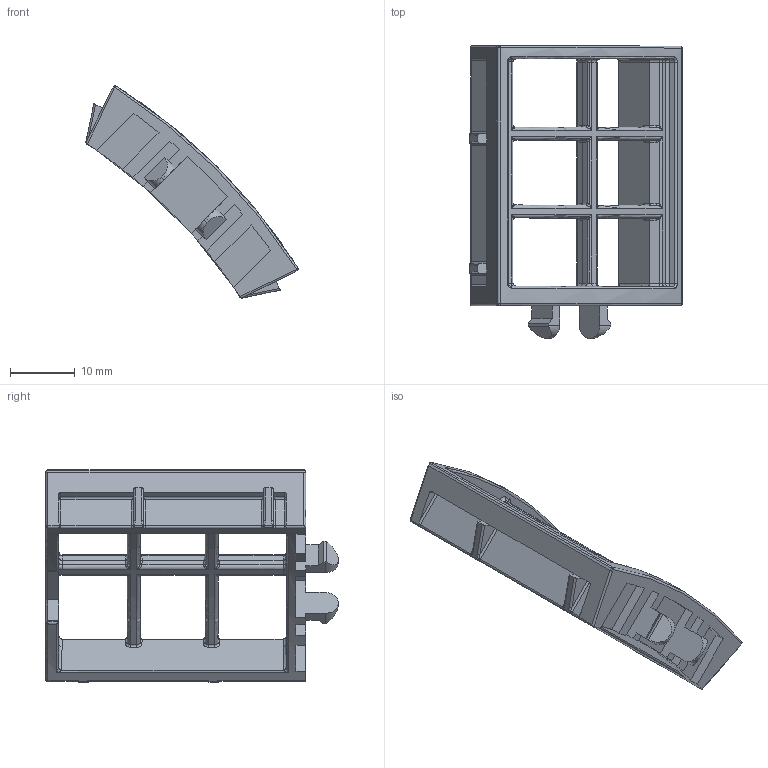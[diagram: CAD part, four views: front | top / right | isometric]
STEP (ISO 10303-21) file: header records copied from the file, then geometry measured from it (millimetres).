
FILE_DESCRIPTION (( 'STEP AP203' ), '1' );
FILE_NAME ('10-00971-001d.step', '2014-05-12T20:54:28', ( 'Nicholas Morozovsky' ), ( '' ), 'SwSTEP 2.0', 'SolidWorks 2012', '' );
FILE_SCHEMA (( 'CONFIG_CONTROL_DESIGN' ));
Length unit declared in the file: millimetre
Products named in the file (1): 10-00971-001d
Bounding box: 32.68 x 44.98 x 32.68 mm (x, y, z)
Volume: 3865.6 mm3; surface area: 4687.1 mm2
Topology: 1 solids, 1 shells, 443 faces, 1136 edges, 650 vertices
Faces by surface type: bspline 168, cylinder 114, plane 103, sphere 22, torus 20, cone 16
Entity records: 16195 total; most frequent: CARTESIAN_POINT 7151, ORIENTED_EDGE 2196, DIRECTION 1465, EDGE_CURVE 1098, VERTEX_POINT 650, AXIS2_PLACEMENT_3D 562, EDGE_LOOP 448, FACE_OUTER_BOUND 443
